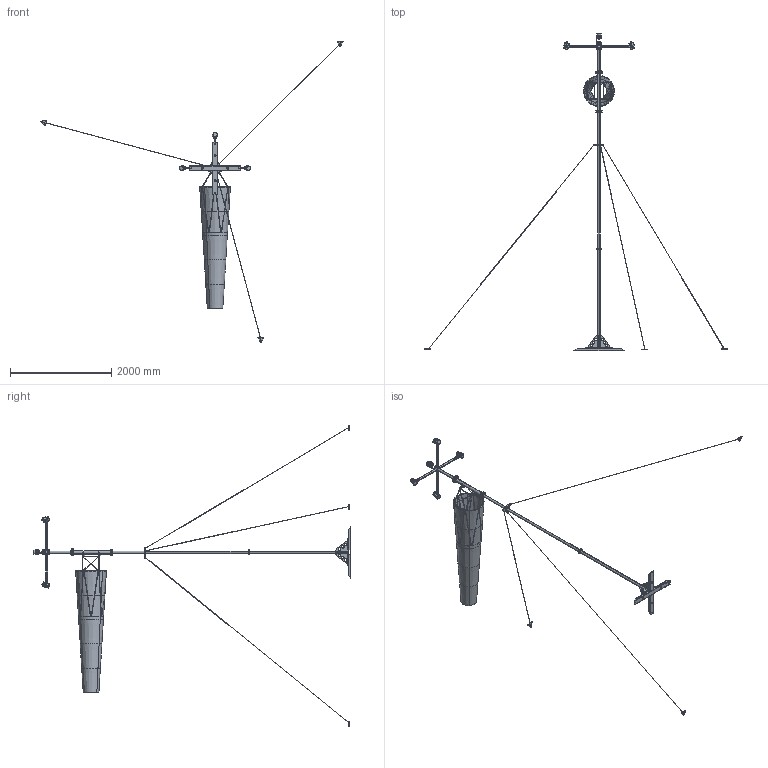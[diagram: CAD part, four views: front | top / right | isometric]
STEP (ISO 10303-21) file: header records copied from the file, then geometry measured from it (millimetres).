
FILE_DESCRIPTION (( 'STEP AP214' ), '1' );
FILE_NAME ('醫襝閷罻諘蠈錪 WIND-600.STEP', '2017-05-30T16:22:43', ( '' ), ( '' ), 'SwSTEP 2.0', 'SolidWorks 2017', '' );
FILE_SCHEMA (( 'AUTOMOTIVE_DESIGN' ));
Length unit declared in the file: millimetre
Products named in the file (51): WIND.700 ﾊⅱ鉅浯 600-1; 醫襝閷罻諘蠈錪 WIND-600; WIND-400 瞂貗鎀跟; Êîíóñ; WIND.019 (òðóáà ïåðèôåðèéíûõ ôîíàðåé); WIND.027-3 櫇謥羻僾鴀; WIND.005 (鐏鳧氀 膴鍙欙樥縺); WIND.030 (êðîíøòåéí êîðçèíû); WIND.006 (ñòàêàí âåðõíèé); WIND.027 (ñòåðæåíü êàðêàñà 600 êîëäóíà); WIND-300 âåðõíÿÿ ñåêöèÿ; WIND.024 (膰錪犩 486擤); WIND.017 (âòóëêà ðåçüáîâàÿ); WIND.022 (膰錪犩 600擤); WIND.012 (鵿闉 瀁噌鴄膻罻); WIND-500 錌嚦譇; 秮闃; WIND.004 (ôëàíåö ïîä ðàñòÿæêè); Ôîíàðü ìîÿê (Ñáîðêà1_1); òðåóãîëüíèê ðàñòÿæåê; WIND.010 (òðóáà); Ôîíàðü (êðàñíûé); WIND-600 âðàùàþùèéñÿ áëîê; WIND-200 ñðåäíÿÿ ñåêöèÿ; Êðûøêà; WIND.015 (牮赅 忮瘐礤泐 镱澍栾龛赅); WIND.009 (òðóáà); 扻豵鵨_11; WIND.016 (óïîð ïîäøèïíèêà âåðõíèé); WIND-100 íèæíÿÿ ñåêöèÿ; WIND.022 (Êðîíøòåéí-ïëàñòèíà ôîíàðÿ); ïîäøèïíèê 1212 ñôåðè÷åñêèé ìàêåò.; WIND.003 (綦囗弼 戾骝痼犴); WIND.021 (Êðîíøòåéí ôîíàðÿ); WIND-600 âðàùàþùèéñÿ áëîê ñâàðíàÿ ÷àñòü; WIND.002 (ðåáðî æ¸ñòêîñòè); Ôîíàðü ïðîæåêòîð (Ñáîðêà1_2); WIND.031 (ðåáðî); WIND.009-1 (òðóáà); ãàéêà ïîä ïðîâîäà çàæèìíàÿ ...
Assembly tree (89 placements, depth 4):
  醫襝閷罻諘蠈錪 WIND-600
    WIND-100 íèæíÿÿ ñåêöèÿ
      WIND.007 ﾒ矜 ⅲ籵
      WIND.008 ﾒ矜 ⅲ籵  x2
      WIND.001 (鐏鳧氀 膰謥臇鍣)
      WIND.009-1 (òðóáà)
      WIND.002 (ðåáðî æ¸ñòêîñòè)  x4
      WIND.003 (綦囗弼 戾骝痼犴)
    WIND-200 ñðåäíÿÿ ñåêöèÿ
      WIND.009 (òðóáà)
      WIND.003 (綦囗弼 戾骝痼犴)  x2
    WIND-300 âåðõíÿÿ ñåêöèÿ
      WIND.010 (òðóáà)
      WIND.004 (ôëàíåö ïîä ðàñòÿæêè)
      WIND.012 (鵿闉 瀁噌鴄膻罻)
      WIND.017 (âòóëêà ðåçüáîâàÿ)
    WIND-500 錌嚦譇
      WIND-400 瞂貗鎀跟
        WIND.006 (ñòàêàí âåðõíèé)
        WIND.005 (鐏鳧氀 膴鍙欙樥縺)
        WIND.019 (òðóáà ïåðèôåðèéíûõ ôîíàðåé)  x4
      WIND.020 (ïëàíêà ïåðèôåðèéíîãî ôîíàðÿ)  x3
      Ôîíàðü ïðîæåêòîð (Ñáîðêà1_2)  x3
        Êîðïóñ_Êîëäóíà
        嚦樏鋋
        Íèæíÿÿ Êðûøêà
        ãàéêà ïîä ïðîâîäà çàæèìíàÿ
      WIND.021 (Êðîíøòåéí ôîíàðÿ)
      WIND.022 (Êðîíøòåéí-ïëàñòèíà ôîíàðÿ)
      Ôîíàðü ìîÿê (Ñáîðêà1_1)
        扻豵鵨_11
        Êðûøêà
        Ôîíàðü (êðàñíûé)
        Íèæíÿÿ Êðûøêà
        ãàéêà ïîä ïðîâîäà çàæèìíàÿ  x2
    WIND.700 ﾊⅱ鉅浯 600-1
      WIND.022 (膰錪犩 600擤)
      WIND.024 (膰錪犩 486擤)
      WIND.027 (ñòåðæåíü êàðêàñà 600 êîëäóíà)  x12
      WIND.030 (êðîíøòåéí êîðçèíû)  x2
      WIND.027-3 櫇謥羻僾鴀  x2
      Êîíóñ
    WIND-600 âðàùàþùèéñÿ áëîê
      WIND-600 âðàùàþùèéñÿ áëîê ñâàðíàÿ ÷àñòü
        WIND.011 (òðóáà âíåøíÿÿ)
        WIND.013 (îáîéìà íèæíåãî ïîäøèïíèêà)
        WIND.014 (鍕鍣憵 瞂贂翴蜦 瀁噌鴄膻罻)
        WIND.032 (êðîíøòåéí êîðçèíû)  x2
        WIND.031 (ðåáðî)  x2
      ïîäøèïíèê 1212 ñôåðè÷åñêèé ìàêåò.  x2
      WIND.016 (óïîð ïîäøèïíèêà âåðõíèé)
      WIND.015 (牮赅 忮瘐礤泐 镱澍栾龛赅)
    òðåóãîëüíèê ðàñòÿæåê  x3
    秮闃  x3
    Ôîíàðü ïðîæåêòîð (Ñáîðêà1_2)
      Êîðïóñ_Êîëäóíà
      嚦樏鋋
      Íèæíÿÿ Êðûøêà
      ãàéêà ïîä ïðîâîäà çàæèìíàÿ  x2
    WIND.020 (ïëàíêà ïåðèôåðèéíîãî ôîíàðÿ)
Bounding box: 5977.4 x 6268 x 5956.33 mm (x, y, z)
Volume: 11751140.2 mm3; surface area: 12690989.1 mm2
Topology: 91 solids, 91 shells, 2435 faces, 6295 edges, 4122 vertices
Faces by surface type: cylinder 1537, plane 710, cone 100, torus 82, bspline 4, sphere 2
Entity records: 37607 total; most frequent: CARTESIAN_POINT 7282, DIRECTION 6501, ORIENTED_EDGE 5554, EDGE_CURVE 2777, AXIS2_PLACEMENT_3D 2668, VERTEX_POINT 1809, CIRCLE 1505, EDGE_LOOP 1348
